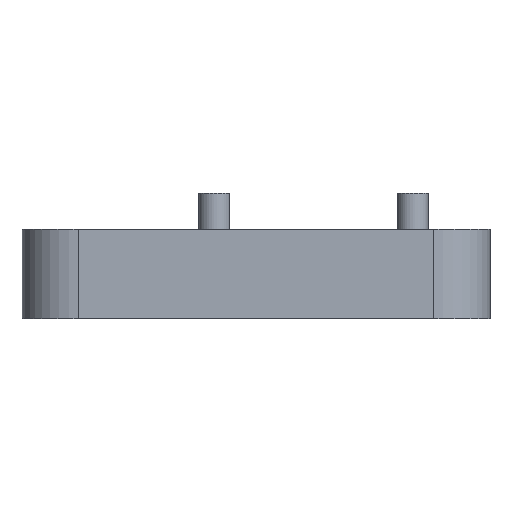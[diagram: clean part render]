
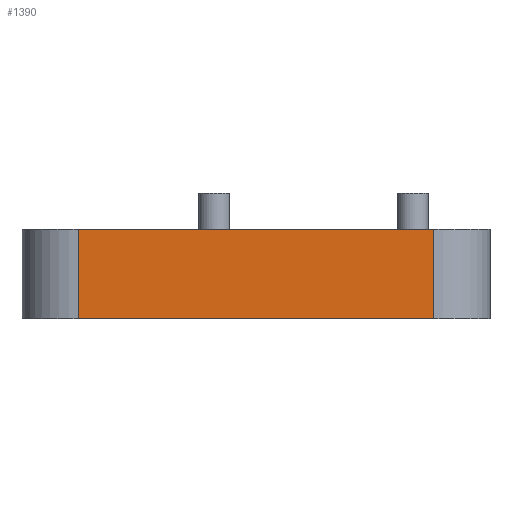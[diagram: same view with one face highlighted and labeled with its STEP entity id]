
A CAD part, front view. The second image highlights one B-rep face of the part: STEP entity #1390.
In plain terms, the highlighted planar face has unit normal (0, -1, 0).
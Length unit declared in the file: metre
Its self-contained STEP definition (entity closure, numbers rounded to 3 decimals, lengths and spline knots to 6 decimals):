
#342=ORIENTED_EDGE('',*,*,#716,.F.);
#343=ORIENTED_EDGE('',*,*,#572,.T.);
#344=ORIENTED_EDGE('',*,*,#717,.T.);
#345=ORIENTED_EDGE('',*,*,#708,.T.);
#572=EDGE_CURVE('',#781,#780,#919,.T.);
#708=EDGE_CURVE('',#891,#890,#997,.T.);
#716=EDGE_CURVE('',#781,#890,#1001,.T.);
#717=EDGE_CURVE('',#780,#891,#1002,.T.);
#780=VERTEX_POINT('',#2093);
#781=VERTEX_POINT('',#2095);
#890=VERTEX_POINT('',#2359);
#891=VERTEX_POINT('',#2361);
#919=LINE('',#2094,#1035);
#997=LINE('',#2360,#1113);
#1001=LINE('',#2382,#1117);
#1002=LINE('',#2384,#1118);
#1035=VECTOR('',#1640,1.);
#1113=VECTOR('',#1874,1.);
#1117=VECTOR('',#1888,1.);
#1118=VECTOR('',#1891,1.);
#1172=EDGE_LOOP('',(#342,#343,#344,#345));
#1264=FACE_BOUND('',#1172,.T.);
#1342=PLANE('',#1546);
#1390=ADVANCED_FACE('',(#1264),#1342,.F.);
#1546=AXIS2_PLACEMENT_3D('',#2383,#1889,#1890);
#1640=DIRECTION('',(-1.,0.,0.));
#1874=DIRECTION('',(1.,0.,0.));
#1888=DIRECTION('',(0.,0.,-1.));
#1889=DIRECTION('',(0.,1.,0.));
#1890=DIRECTION('',(0.,0.,1.));
#1891=DIRECTION('',(0.,0.,-1.));
#2093=CARTESIAN_POINT('',(-0.017,-0.0374,0.003551));
#2094=CARTESIAN_POINT('',(0.,-0.0374,0.003551));
#2095=CARTESIAN_POINT('',(0.017,-0.0374,0.003551));
#2359=CARTESIAN_POINT('',(0.017,-0.0374,-0.005));
#2360=CARTESIAN_POINT('',(0.,-0.0374,-0.005));
#2361=CARTESIAN_POINT('',(-0.017,-0.0374,-0.005));
#2382=CARTESIAN_POINT('',(0.017,-0.0374,0.003553));
#2383=CARTESIAN_POINT('',(0.,-0.0374,0.003553));
#2384=CARTESIAN_POINT('',(-0.017,-0.0374,0.003553));
